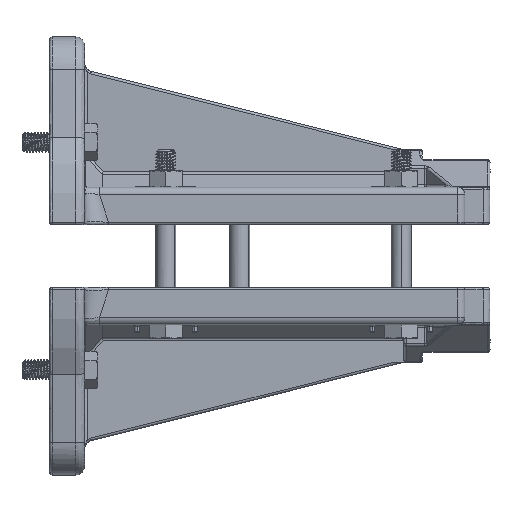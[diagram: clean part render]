
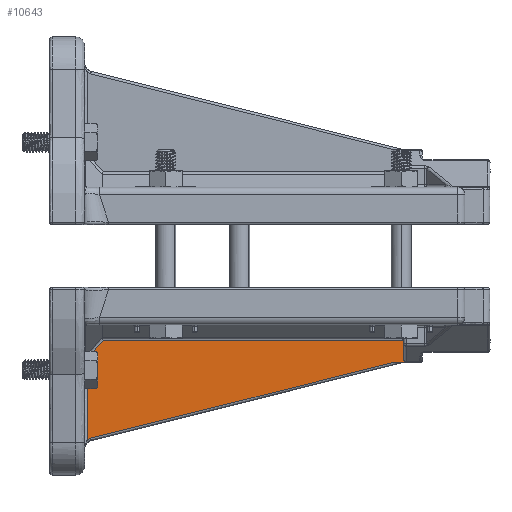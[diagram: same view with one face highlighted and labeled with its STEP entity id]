
A CAD part, left-side view. The second image highlights one B-rep face of the part: STEP entity #10643.
In plain terms, the highlighted free-form (B-spline) face has degree [1, 1] with [2, 2] control points.
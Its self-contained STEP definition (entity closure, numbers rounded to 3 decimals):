
#7954 = EDGE_CURVE('',#7955,#7957,#7959,.T.);
#7955 = VERTEX_POINT('',#7956);
#7956 = CARTESIAN_POINT('',(-12.694,-143.699,-42.018
    ));
#7957 = VERTEX_POINT('',#7958);
#7958 = CARTESIAN_POINT('',(-12.694,-143.699,-34.709
    ));
#7959 = B_SPLINE_CURVE_WITH_KNOTS('',1,(#7960,#7961),.UNSPECIFIED.,.F.,
  .F.,(2,2),(-2.941,4.256),.PIECEWISE_BEZIER_KNOTS.);
#7960 = CARTESIAN_POINT('',(-12.694,-143.699,-42.018
    ));
#7961 = CARTESIAN_POINT('',(-12.694,-143.699,-34.709
    ));
#10643 = ADVANCED_FACE('',(#10644),#10712,.F.);
#10644 = FACE_BOUND('',#10645,.T.);
#10645 = EDGE_LOOP('',(#10646,#10655,#10663,#10670,#10677,#10690,#10691,
    #10700,#10707));
#10646 = ORIENTED_EDGE('',*,*,#10647,.T.);
#10647 = EDGE_CURVE('',#10648,#10650,#10652,.T.);
#10648 = VERTEX_POINT('',#10649);
#10649 = CARTESIAN_POINT('',(-12.694,-15.233,
    -41.575));
#10650 = VERTEX_POINT('',#10651);
#10651 = CARTESIAN_POINT('',(-12.694,-15.233,
    -74.565));
#10652 = B_SPLINE_CURVE_WITH_KNOTS('',1,(#10653,#10654),.UNSPECIFIED.,
  .F.,.F.,(2,2),(-33.495,-1.01),
  .PIECEWISE_BEZIER_KNOTS.);
#10653 = CARTESIAN_POINT('',(-12.694,-15.233,
    -41.575));
#10654 = CARTESIAN_POINT('',(-12.694,-15.233,
    -74.565));
#10655 = ORIENTED_EDGE('',*,*,#10656,.T.);
#10656 = EDGE_CURVE('',#10650,#10657,#10659,.T.);
#10657 = VERTEX_POINT('',#10658);
#10658 = CARTESIAN_POINT('',(-12.694,-16.663,
    -73.932));
#10659 = ( BOUNDED_CURVE() B_SPLINE_CURVE(2,(#10660,#10661,#10662),
.UNSPECIFIED.,.F.,.F.) B_SPLINE_CURVE_WITH_KNOTS((3,3),(5.694,
6.038),.PIECEWISE_BEZIER_KNOTS.) CURVE() 
GEOMETRIC_REPRESENTATION_ITEM() RATIONAL_B_SPLINE_CURVE((1.,
0.985,1.)) REPRESENTATION_ITEM('') );
#10660 = CARTESIAN_POINT('',(-12.694,-15.233,
    -74.565));
#10661 = CARTESIAN_POINT('',(-12.694,-15.893,
    -74.124));
#10662 = CARTESIAN_POINT('',(-12.694,-16.663,
    -73.932));
#10663 = ORIENTED_EDGE('',*,*,#10664,.T.);
#10664 = EDGE_CURVE('',#10657,#10665,#10667,.T.);
#10665 = VERTEX_POINT('',#10666);
#10666 = CARTESIAN_POINT('',(-12.694,-139.918,
    -43.087));
#10667 = B_SPLINE_CURVE_WITH_KNOTS('',1,(#10668,#10669),.UNSPECIFIED.,
  .F.,.F.,(2,2),(-129.109,-3.996),
  .PIECEWISE_BEZIER_KNOTS.);
#10668 = CARTESIAN_POINT('',(-12.694,-16.663,
    -73.932));
#10669 = CARTESIAN_POINT('',(-12.694,-139.918,
    -43.087));
#10670 = ORIENTED_EDGE('',*,*,#10671,.F.);
#10671 = EDGE_CURVE('',#10672,#10665,#10674,.T.);
#10672 = VERTEX_POINT('',#10673);
#10673 = CARTESIAN_POINT('',(-12.694,-144.714,
    -43.087));
#10674 = B_SPLINE_CURVE_WITH_KNOTS('',1,(#10675,#10676),.UNSPECIFIED.,
  .F.,.F.,(2,2),(-0.,4.723),.PIECEWISE_BEZIER_KNOTS.);
#10675 = CARTESIAN_POINT('',(-12.694,-144.714,
    -43.087));
#10676 = CARTESIAN_POINT('',(-12.694,-139.918,
    -43.087));
#10677 = ORIENTED_EDGE('',*,*,#10678,.T.);
#10678 = EDGE_CURVE('',#10672,#7955,#10679,.T.);
#10679 = B_SPLINE_CURVE_WITH_KNOTS('',3,(#10680,#10681,#10682,#10683,
    #10684,#10685,#10686,#10687,#10688,#10689),.UNSPECIFIED.,.F.,.F.,(4,
    2,2,2,4),(0.,0.,0.001,0.001
    ,0.002),.UNSPECIFIED.);
#10680 = CARTESIAN_POINT('',(-12.694,-144.714,
    -43.087));
#10681 = CARTESIAN_POINT('',(-12.694,-144.576,
    -43.087));
#10682 = CARTESIAN_POINT('',(-12.694,-144.441,
    -43.058));
#10683 = CARTESIAN_POINT('',(-12.694,-144.191,
    -42.948));
#10684 = CARTESIAN_POINT('',(-12.694,-144.077,
    -42.866));
#10685 = CARTESIAN_POINT('',(-12.694,-143.892,
    -42.667));
#10686 = CARTESIAN_POINT('',(-12.694,-143.819,
    -42.547));
#10687 = CARTESIAN_POINT('',(-12.694,-143.723,
    -42.292));
#10688 = CARTESIAN_POINT('',(-12.694,-143.699,
    -42.155));
#10689 = CARTESIAN_POINT('',(-12.694,-143.699,
    -42.018));
#10690 = ORIENTED_EDGE('',*,*,#7954,.T.);
#10691 = ORIENTED_EDGE('',*,*,#10692,.T.);
#10692 = EDGE_CURVE('',#7957,#10693,#10695,.T.);
#10693 = VERTEX_POINT('',#10694);
#10694 = CARTESIAN_POINT('',(-12.694,-143.575,
    -34.155));
#10695 = ( BOUNDED_CURVE() B_SPLINE_CURVE(3,(#10696,#10697,#10698,#10699
),.UNSPECIFIED.,.F.,.F.) B_SPLINE_CURVE_WITH_KNOTS((4,4),(4.712
,5.212),.PIECEWISE_BEZIER_KNOTS.) CURVE() 
GEOMETRIC_REPRESENTATION_ITEM() RATIONAL_B_SPLINE_CURVE((1.,
0.979,0.979,1.)) REPRESENTATION_ITEM('') );
#10696 = CARTESIAN_POINT('',(-12.694,-143.699,
    -34.709));
#10697 = CARTESIAN_POINT('',(-12.694,-143.699,
    -34.514));
#10698 = CARTESIAN_POINT('',(-12.694,-143.656,
    -34.326));
#10699 = CARTESIAN_POINT('',(-12.694,-143.575,
    -34.155));
#10700 = ORIENTED_EDGE('',*,*,#10701,.T.);
#10701 = EDGE_CURVE('',#10693,#10702,#10704,.T.);
#10702 = VERTEX_POINT('',#10703);
#10703 = CARTESIAN_POINT('',(-12.694,-21.747,
    -34.155));
#10704 = B_SPLINE_CURVE_WITH_KNOTS('',1,(#10705,#10706),.UNSPECIFIED.,
  .F.,.F.,(2,2),(-127.378,-7.414),
  .PIECEWISE_BEZIER_KNOTS.);
#10705 = CARTESIAN_POINT('',(-12.694,-143.575,
    -34.155));
#10706 = CARTESIAN_POINT('',(-12.694,-21.747,
    -34.155));
#10707 = ORIENTED_EDGE('',*,*,#10708,.T.);
#10708 = EDGE_CURVE('',#10702,#10648,#10709,.T.);
#10709 = B_SPLINE_CURVE_WITH_KNOTS('',1,(#10710,#10711),.UNSPECIFIED.,
  .F.,.F.,(2,2),(-10.438,-0.715),
  .PIECEWISE_BEZIER_KNOTS.);
#10710 = CARTESIAN_POINT('',(-12.694,-21.747,
    -34.155));
#10711 = CARTESIAN_POINT('',(-12.694,-15.233,
    -41.575));
#10712 = B_SPLINE_SURFACE_WITH_KNOTS('',1,1,(
    (#10713,#10714)
    ,(#10715,#10716
    )),.UNSPECIFIED.,.F.,.F.,.F.,(2,2),(2,2),(-60.905,
    -21.113),(1.,128.5),.PIECEWISE_BEZIER_KNOTS.);
#10713 = CARTESIAN_POINT('',(-12.694,-15.233,
    -74.565));
#10714 = CARTESIAN_POINT('',(-12.694,-144.714,
    -74.565));
#10715 = CARTESIAN_POINT('',(-12.694,-15.233,
    -34.155));
#10716 = CARTESIAN_POINT('',(-12.694,-144.714,
    -34.155));
